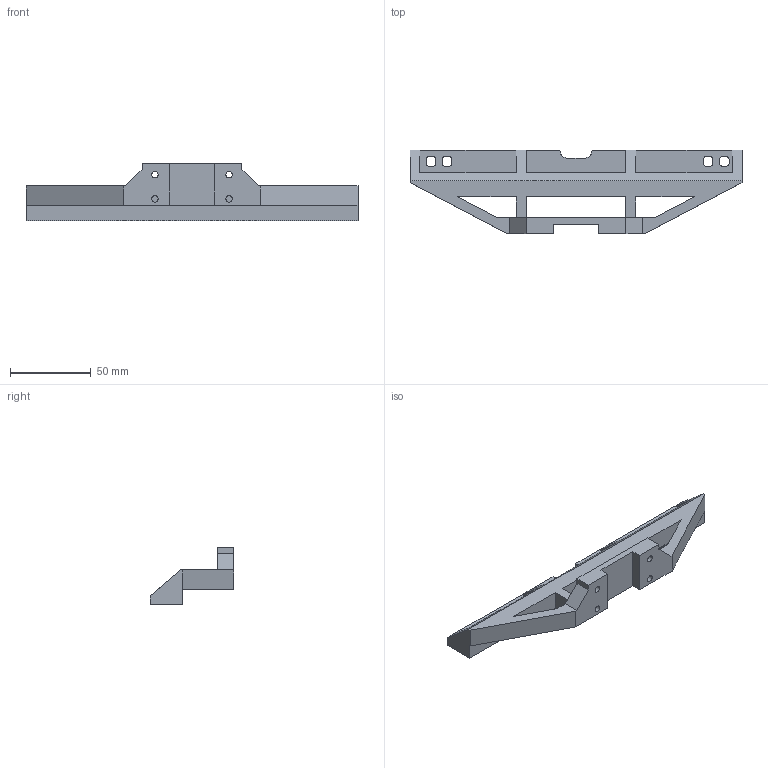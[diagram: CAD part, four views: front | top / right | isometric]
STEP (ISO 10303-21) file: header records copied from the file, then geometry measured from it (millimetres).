
FILE_DESCRIPTION(('HOOPS Exchange Step'),'2;1');
FILE_NAME('temp_export.step','2020-06-24T08:04:59+01:00',('mobile'),('Shapr3D Limited'),'HOOPS Exchange 2020.1','Shapr3D','Authorized');
FILE_SCHEMA( ('AP203_CONFIGURATION_CONTROLLED_3D_DESIGN_OF_MECHANICAL_PARTS_AND_ASSEMBLIES_MIM_LF') );
Length unit declared in the file: millimetre
Products named in the file (1): Body 07 (2)
Bounding box: 206 x 52 x 35.5 mm (x, y, z)
Volume: 83547 mm3; surface area: 30798.9 mm2
Topology: 1 solids, 1 shells, 88 faces, 261 edges, 172 vertices
Faces by surface type: plane 66, cylinder 22
Full cylindrical faces by diameter (mm): 4 x4
Entity records: 2991 total; most frequent: CARTESIAN_POINT 522, ORIENTED_EDGE 522, DIRECTION 485, EDGE_CURVE 261, VECTOR 215, LINE 215, VERTEX_POINT 172, AXIS2_PLACEMENT_3D 135
